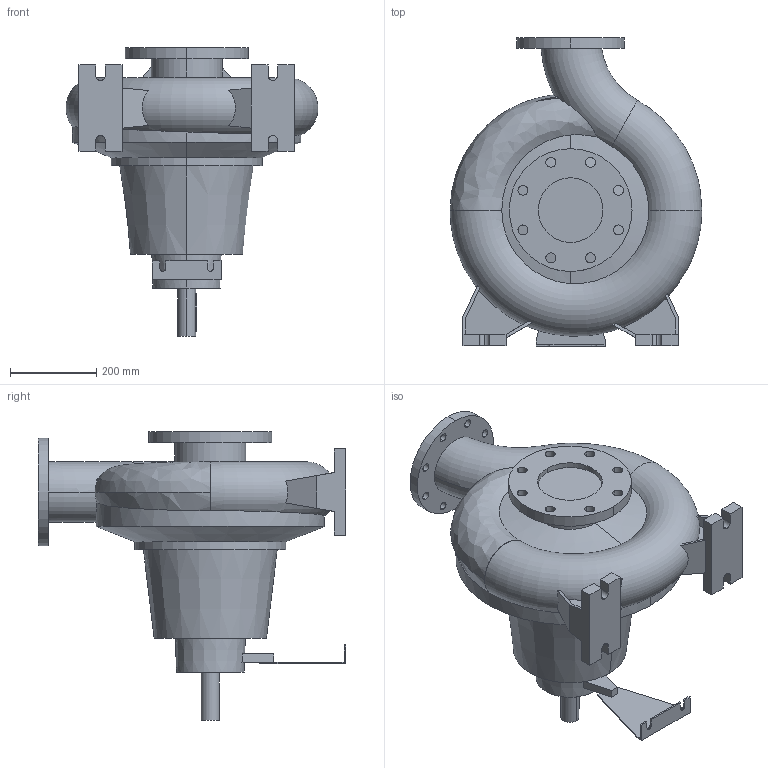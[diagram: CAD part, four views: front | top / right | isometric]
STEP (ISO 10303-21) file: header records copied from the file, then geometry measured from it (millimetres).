
FILE_DESCRIPTION (( 'STEP AP203' ), '1' );
FILE_NAME ('10017783swp00.step', '2023-07-10T11:02:53', ( '' ), ( '' ), 'SwSTEP 2.0', 'SolidWorks 2020', '' );
FILE_SCHEMA (( 'CONFIG_CONTROL_DESIGN' ));
Length unit declared in the file: millimetre
Products named in the file (1): 10017783swp00
Bounding box: 584.86 x 715 x 670 mm (x, y, z)
Volume: 63086088.2 mm3; surface area: 1506729.7 mm2
Topology: 1 solids, 1 shells, 174 faces, 479 edges, 318 vertices
Faces by surface type: plane 92, cylinder 65, cone 9, torus 6, bspline 2
Entity records: 7517 total; most frequent: CARTESIAN_POINT 2887, ORIENTED_EDGE 958, DIRECTION 932, EDGE_CURVE 479, AXIS2_PLACEMENT_3D 331, VERTEX_POINT 318, LINE 270, VECTOR 270
